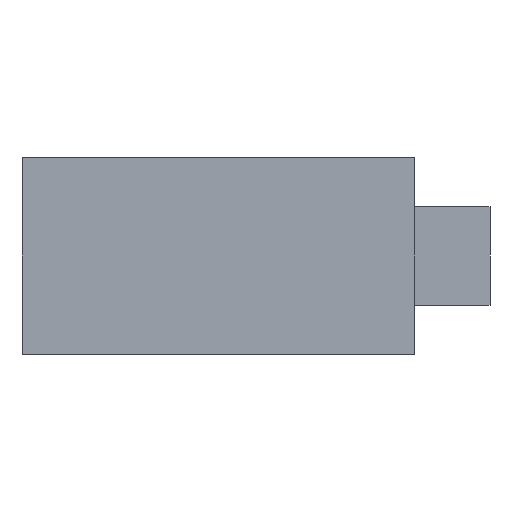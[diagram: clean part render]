
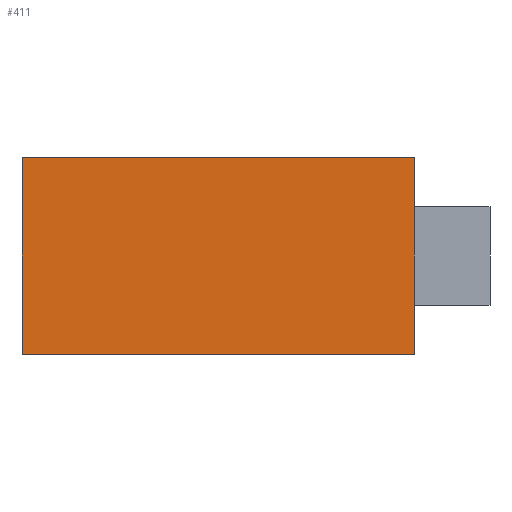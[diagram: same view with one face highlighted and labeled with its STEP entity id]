
A CAD part, left-side view. The second image highlights one B-rep face of the part: STEP entity #411.
In plain terms, the highlighted planar face has unit normal (-1, 0, 0).
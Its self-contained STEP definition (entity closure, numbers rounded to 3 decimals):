
#69 = EDGE_CURVE ( 'NONE', #750, #3952, #3981, .T. ) ;
#209 = LINE ( 'NONE', #3851, #5596 ) ;
#363 = LINE ( 'NONE', #6373, #1498 ) ;
#411 = ADVANCED_FACE ( 'NONE', ( #3468 ), #6456, .F. ) ;
#424 = EDGE_CURVE ( 'NONE', #3602, #2969, #363, .T. ) ;
#705 = ORIENTED_EDGE ( 'NONE', *, *, #3801, .F. ) ;
#750 = VERTEX_POINT ( 'NONE', #3084 ) ;
#1008 = CARTESIAN_POINT ( 'NONE',  ( -57., -10.7, 6.5 ) ) ;
#1190 = DIRECTION ( 'NONE',  ( 0., 0., -1. ) ) ;
#1498 = VECTOR ( 'NONE', #6348, 1000. ) ;
#2183 = ORIENTED_EDGE ( 'NONE', *, *, #424, .T. ) ;
#2642 = VECTOR ( 'NONE', #5679, 1000. ) ;
#2811 = VECTOR ( 'NONE', #1190, 1000. ) ;
#2969 = VERTEX_POINT ( 'NONE', #6448 ) ;
#3084 = CARTESIAN_POINT ( 'NONE',  ( -57., -10.7, 6.5 ) ) ;
#3172 = EDGE_CURVE ( 'NONE', #2969, #3952, #5367, .T. ) ;
#3403 = CARTESIAN_POINT ( 'NONE',  ( -57., -10.7, -6.5 ) ) ;
#3468 = FACE_OUTER_BOUND ( 'NONE', #5530, .T. ) ;
#3510 = AXIS2_PLACEMENT_3D ( 'NONE', #6452, #6421, #6418 ) ;
#3602 = VERTEX_POINT ( 'NONE', #4372 ) ;
#3800 = DIRECTION ( 'NONE',  ( 0., -1., 0. ) ) ;
#3801 = EDGE_CURVE ( 'NONE', #3602, #750, #209, .T. ) ;
#3851 = CARTESIAN_POINT ( 'NONE',  ( -57., 10.7, 6.5 ) ) ;
#3952 = VERTEX_POINT ( 'NONE', #3403 ) ;
#3981 = LINE ( 'NONE', #1008, #2811 ) ;
#4165 = ORIENTED_EDGE ( 'NONE', *, *, #69, .F. ) ;
#4372 = CARTESIAN_POINT ( 'NONE',  ( -57., 15.2, 6.5 ) ) ;
#5367 = LINE ( 'NONE', #5716, #2642 ) ;
#5369 = ORIENTED_EDGE ( 'NONE', *, *, #3172, .T. ) ;
#5530 = EDGE_LOOP ( 'NONE', ( #5369, #4165, #705, #2183 ) ) ;
#5596 = VECTOR ( 'NONE', #3800, 1000. ) ;
#5679 = DIRECTION ( 'NONE',  ( 0., -1., 0. ) ) ;
#5716 = CARTESIAN_POINT ( 'NONE',  ( -57., 10.7, -6.5 ) ) ;
#6348 = DIRECTION ( 'NONE',  ( 0., 0., -1. ) ) ;
#6373 = CARTESIAN_POINT ( 'NONE',  ( -57., 15.2, 6.5 ) ) ;
#6418 = DIRECTION ( 'NONE',  ( 0., 0., -1. ) ) ;
#6421 = DIRECTION ( 'NONE',  ( 1., 0., 0. ) ) ;
#6448 = CARTESIAN_POINT ( 'NONE',  ( -57., 15.2, -6.5 ) ) ;
#6452 = CARTESIAN_POINT ( 'NONE',  ( -57., 10.7, 6.5 ) ) ;
#6456 = PLANE ( 'NONE',  #3510 ) ;
